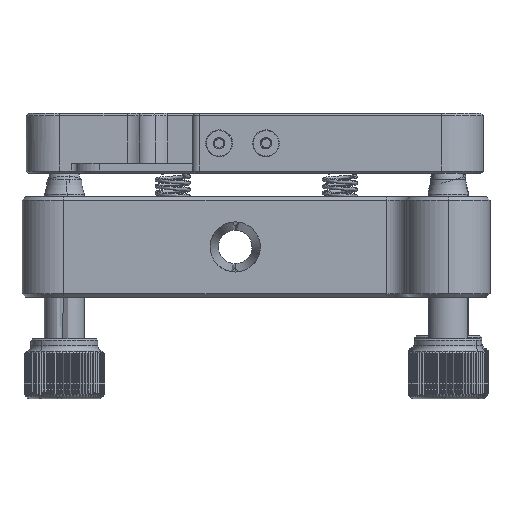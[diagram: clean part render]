
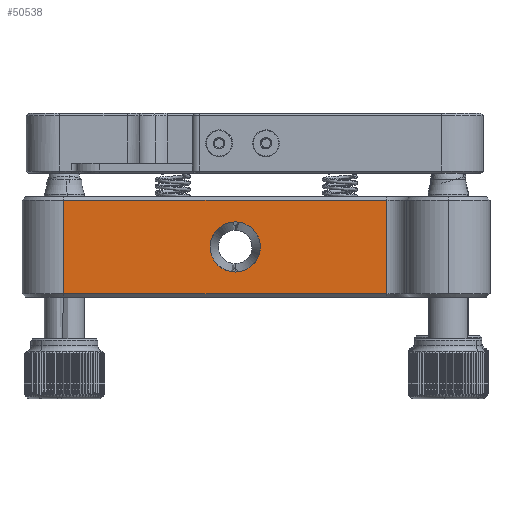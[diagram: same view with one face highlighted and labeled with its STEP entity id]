
A CAD part, left-side view. The second image highlights one B-rep face of the part: STEP entity #50538.
In plain terms, the highlighted planar face has unit normal (-1, 0, 0).
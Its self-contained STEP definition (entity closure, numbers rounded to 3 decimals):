
#285 = EDGE_CURVE ( 'NONE', #50987, #52009, #45908, .T. ) ;
#2199 = CARTESIAN_POINT ( 'NONE',  ( -12.5, 41.099, 9.805 ) ) ;
#2328 = ORIENTED_EDGE ( 'NONE', *, *, #4546, .F. ) ;
#3085 = CARTESIAN_POINT ( 'NONE',  ( -12.5, 35.101, 9.805 ) ) ;
#3326 = CARTESIAN_POINT ( 'NONE',  ( -12.5, 31.583, 0.5 ) ) ;
#3392 = CARTESIAN_POINT ( 'NONE',  ( -12.5, 38.1, 3.75 ) ) ;
#4546 = EDGE_CURVE ( 'NONE', #31893, #49912, #56820, .T. ) ;
#5317 = CARTESIAN_POINT ( 'NONE',  ( -12.5, 63.75, 9.833 ) ) ;
#6970 = CARTESIAN_POINT ( 'NONE',  ( -12.5, 40.405, 4.501 ) ) ;
#7100 = AXIS2_PLACEMENT_3D ( 'NONE', #15800, #60486, #36105 ) ;
#7290 = CARTESIAN_POINT ( 'NONE',  ( -12.5, 41.752, 6.518 ) ) ;
#7535 = CARTESIAN_POINT ( 'NONE',  ( -12.5, 34.823, 9.389 ) ) ;
#8330 = VERTEX_POINT ( 'NONE', #42029 ) ;
#8912 = EDGE_CURVE ( 'NONE', #31685, #8330, #33796, .T. ) ;
#9555 = CARTESIAN_POINT ( 'NONE',  ( -12.5, 39.082, 11.152 ) ) ;
#9867 = CARTESIAN_POINT ( 'NONE',  ( -12.5, 38.1, 11.25 ) ) ;
#10079 = CARTESIAN_POINT ( 'NONE',  ( -12.5, 63.75, 5.167 ) ) ;
#11154 = CARTESIAN_POINT ( 'NONE',  ( -12.5, 38.1, 11.25 ) ) ;
#11408 = CARTESIAN_POINT ( 'NONE',  ( -12.5, 39.989, 4.223 ) ) ;
#11969 = CARTESIAN_POINT ( 'NONE',  ( -12.5, 36.211, 4.223 ) ) ;
#12368 = CARTESIAN_POINT ( 'NONE',  ( -12.5, 41.099, 5.195 ) ) ;
#12459 = EDGE_LOOP ( 'NONE', ( #30762, #46289 ) ) ;
#15679 = ORIENTED_EDGE ( 'NONE', *, *, #47897, .F. ) ;
#15800 = CARTESIAN_POINT ( 'NONE',  ( -12.5, 63.75, 15. ) ) ;
#16512 = B_SPLINE_CURVE_WITH_KNOTS ( 'NONE', 3,
 ( #33696, #52995, #37809, #32428 ),
 .UNSPECIFIED., .F., .F.,
 ( 4, 4 ),
 ( 0., 1. ),
 .UNSPECIFIED. ) ;
#16813 = CARTESIAN_POINT ( 'NONE',  ( -12.5, 39.082, 3.848 ) ) ;
#19092 = EDGE_CURVE ( 'NONE', #8330, #31685, #35414, .T. ) ;
#19399 = CARTESIAN_POINT ( 'NONE',  ( -12.5, 63.75, 0.5 ) ) ;
#20560 = FACE_OUTER_BOUND ( 'NONE', #60737, .T. ) ;
#21897 = CARTESIAN_POINT ( 'NONE',  ( -12.5, 38.591, 3.75 ) ) ;
#22700 = CARTESIAN_POINT ( 'NONE',  ( -12.5, 47.667, 0.5 ) ) ;
#23022 = B_SPLINE_CURVE_WITH_KNOTS ( 'NONE', 3,
 ( #24364, #10079, #5317, #62720 ),
 .UNSPECIFIED., .F., .F.,
 ( 4, 4 ),
 ( 0., 1. ),
 .UNSPECIFIED. ) ;
#24364 = CARTESIAN_POINT ( 'NONE',  ( -12.5, 63.75, 0.5 ) ) ;
#26019 = CARTESIAN_POINT ( 'NONE',  ( -12.5, 41.752, 8.482 ) ) ;
#26904 = CARTESIAN_POINT ( 'NONE',  ( -12.5, 38.1, 11.25 ) ) ;
#27220 = CARTESIAN_POINT ( 'NONE',  ( -12.5, 34.448, 8.482 ) ) ;
#29556 = CARTESIAN_POINT ( 'NONE',  ( -12.5, 40.405, 10.499 ) ) ;
#30045 = EDGE_CURVE ( 'NONE', #31893, #52009, #16512, .T. ) ;
#30472 = CARTESIAN_POINT ( 'NONE',  ( -12.5, 38.1, 3.75 ) ) ;
#30513 = CARTESIAN_POINT ( 'NONE',  ( -12.5, 47.667, 14.5 ) ) ;
#30762 = ORIENTED_EDGE ( 'NONE', *, *, #19092, .F. ) ;
#30828 = CARTESIAN_POINT ( 'NONE',  ( -12.5, 15.5, 14.5 ) ) ;
#31685 = VERTEX_POINT ( 'NONE', #11154 ) ;
#31774 = CARTESIAN_POINT ( 'NONE',  ( -12.5, 31.583, 14.5 ) ) ;
#31893 = VERTEX_POINT ( 'NONE', #52670 ) ;
#32428 = CARTESIAN_POINT ( 'NONE',  ( -12.5, 15.5, 14.5 ) ) ;
#32455 = ORIENTED_EDGE ( 'NONE', *, *, #285, .F. ) ;
#33696 = CARTESIAN_POINT ( 'NONE',  ( -12.5, 15.5, 0.5 ) ) ;
#33699 = CARTESIAN_POINT ( 'NONE',  ( -12.5, 38.591, 11.25 ) ) ;
#33796 = B_SPLINE_CURVE_WITH_KNOTS ( 'NONE', 3,
 ( #9867, #33699, #9555, #39703, #29556, #2199, #35861, #26019, #59616, #50093, #7290, #55809, #12368, #6970, #11408, #16813, #21897, #30472 ),
 .UNSPECIFIED., .F., .F.,
 ( 4, 2, 2, 2, 2, 2, 2, 2, 4 ),
 ( 0., 0.125, 0.25, 0.375, 0.5, 0.625, 0.75, 0.875, 1. ),
 .UNSPECIFIED. ) ;
#34208 = CARTESIAN_POINT ( 'NONE',  ( -12.5, 15.5, 14.5 ) ) ;
#34518 = CARTESIAN_POINT ( 'NONE',  ( -12.5, 63.75, 14.5 ) ) ;
#35414 = B_SPLINE_CURVE_WITH_KNOTS ( 'NONE', 3,
 ( #3392, #45909, #37359, #11969, #55418, #55741, #56051, #56673, #37052, #61422, #27220, #7535, #3085, #42426, #50661, #42125, #47161, #26904 ),
 .UNSPECIFIED., .F., .F.,
 ( 4, 2, 2, 2, 2, 2, 2, 2, 4 ),
 ( 0., 0.125, 0.25, 0.375, 0.5, 0.625, 0.75, 0.875, 1. ),
 .UNSPECIFIED. ) ;
#35861 = CARTESIAN_POINT ( 'NONE',  ( -12.5, 41.377, 9.389 ) ) ;
#36105 = DIRECTION ( 'NONE',  ( 0., 1., 0. ) ) ;
#37052 = CARTESIAN_POINT ( 'NONE',  ( -12.5, 34.35, 7.009 ) ) ;
#37359 = CARTESIAN_POINT ( 'NONE',  ( -12.5, 37.118, 3.848 ) ) ;
#37809 = CARTESIAN_POINT ( 'NONE',  ( -12.5, 15.5, 9.833 ) ) ;
#39703 = CARTESIAN_POINT ( 'NONE',  ( -12.5, 39.989, 10.777 ) ) ;
#39931 = FACE_BOUND ( 'NONE', #12459, .T. ) ;
#42029 = CARTESIAN_POINT ( 'NONE',  ( -12.5, 38.1, 3.75 ) ) ;
#42125 = CARTESIAN_POINT ( 'NONE',  ( -12.5, 37.118, 11.152 ) ) ;
#42426 = CARTESIAN_POINT ( 'NONE',  ( -12.5, 35.795, 10.499 ) ) ;
#45908 = B_SPLINE_CURVE_WITH_KNOTS ( 'NONE', 3,
 ( #55848, #30513, #31774, #30828 ),
 .UNSPECIFIED., .F., .F.,
 ( 4, 4 ),
 ( 0., 1. ),
 .UNSPECIFIED. ) ;
#45909 = CARTESIAN_POINT ( 'NONE',  ( -12.5, 37.609, 3.75 ) ) ;
#46160 = CARTESIAN_POINT ( 'NONE',  ( -12.5, 15.5, 0.5 ) ) ;
#46289 = ORIENTED_EDGE ( 'NONE', *, *, #8912, .F. ) ;
#47161 = CARTESIAN_POINT ( 'NONE',  ( -12.5, 37.609, 11.25 ) ) ;
#47897 = EDGE_CURVE ( 'NONE', #49912, #50987, #23022, .T. ) ;
#47958 = ORIENTED_EDGE ( 'NONE', *, *, #30045, .T. ) ;
#49912 = VERTEX_POINT ( 'NONE', #19399 ) ;
#50093 = CARTESIAN_POINT ( 'NONE',  ( -12.5, 41.85, 7.009 ) ) ;
#50538 = ADVANCED_FACE ( 'NONE', ( #20560, #39931 ), #59230, .F. ) ;
#50661 = CARTESIAN_POINT ( 'NONE',  ( -12.5, 36.211, 10.777 ) ) ;
#50987 = VERTEX_POINT ( 'NONE', #34518 ) ;
#52009 = VERTEX_POINT ( 'NONE', #34208 ) ;
#52670 = CARTESIAN_POINT ( 'NONE',  ( -12.5, 15.5, 0.5 ) ) ;
#52995 = CARTESIAN_POINT ( 'NONE',  ( -12.5, 15.5, 5.167 ) ) ;
#55418 = CARTESIAN_POINT ( 'NONE',  ( -12.5, 35.795, 4.501 ) ) ;
#55741 = CARTESIAN_POINT ( 'NONE',  ( -12.5, 35.101, 5.195 ) ) ;
#55809 = CARTESIAN_POINT ( 'NONE',  ( -12.5, 41.377, 5.611 ) ) ;
#55848 = CARTESIAN_POINT ( 'NONE',  ( -12.5, 63.75, 14.5 ) ) ;
#56051 = CARTESIAN_POINT ( 'NONE',  ( -12.5, 34.823, 5.611 ) ) ;
#56673 = CARTESIAN_POINT ( 'NONE',  ( -12.5, 34.448, 6.518 ) ) ;
#56820 = B_SPLINE_CURVE_WITH_KNOTS ( 'NONE', 3,
 ( #46160, #3326, #22700, #60751 ),
 .UNSPECIFIED., .F., .F.,
 ( 4, 4 ),
 ( 0., 1. ),
 .UNSPECIFIED. ) ;
#59230 = PLANE ( 'NONE',  #7100 ) ;
#59616 = CARTESIAN_POINT ( 'NONE',  ( -12.5, 41.85, 7.991 ) ) ;
#60486 = DIRECTION ( 'NONE',  ( 1., 0., 0. ) ) ;
#60737 = EDGE_LOOP ( 'NONE', ( #32455, #15679, #2328, #47958 ) ) ;
#60751 = CARTESIAN_POINT ( 'NONE',  ( -12.5, 63.75, 0.5 ) ) ;
#61422 = CARTESIAN_POINT ( 'NONE',  ( -12.5, 34.35, 7.991 ) ) ;
#62720 = CARTESIAN_POINT ( 'NONE',  ( -12.5, 63.75, 14.5 ) ) ;
